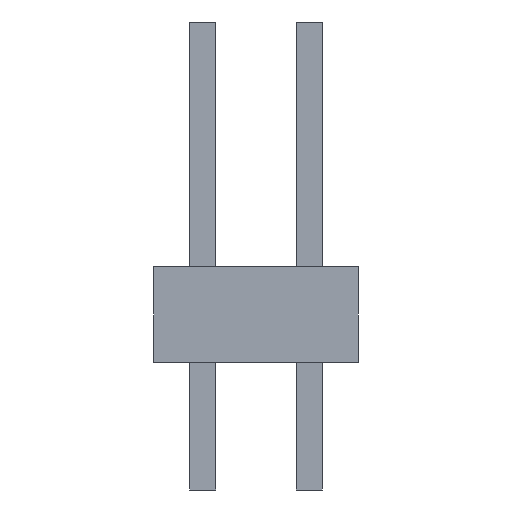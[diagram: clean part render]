
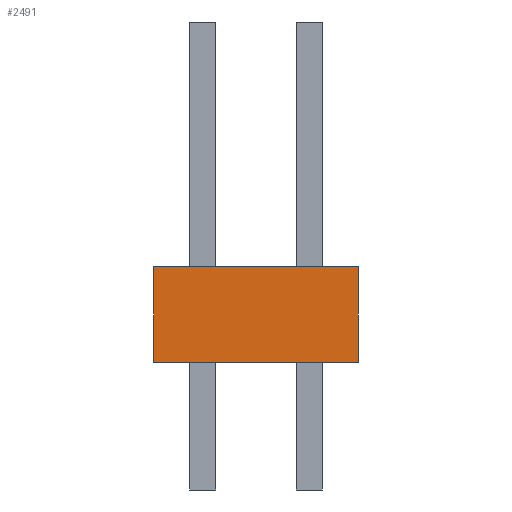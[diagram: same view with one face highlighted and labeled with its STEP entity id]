
A CAD part, left-side view. The second image highlights one B-rep face of the part: STEP entity #2491.
In plain terms, the highlighted planar face has unit normal (-1, 0, 0).
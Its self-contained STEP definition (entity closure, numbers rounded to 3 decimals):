
#17 = LINE ( 'NONE', #3816, #2734 ) ;
#128 = LINE ( 'NONE', #3899, #3796 ) ;
#404 = FACE_OUTER_BOUND ( 'NONE', #3352, .T. ) ;
#544 = VECTOR ( 'NONE', #1859, 1000. ) ;
#561 = LINE ( 'NONE', #2621, #2847 ) ;
#768 = VERTEX_POINT ( 'NONE', #949 ) ;
#809 = VERTEX_POINT ( 'NONE', #2643 ) ;
#949 = CARTESIAN_POINT ( 'NONE',  ( -4.877, -2.438, -2.286 ) ) ;
#992 = EDGE_CURVE ( 'NONE', #3262, #809, #128, .T. ) ;
#1067 = DIRECTION ( 'NONE',  ( 0., 0., 1. ) ) ;
#1147 = LINE ( 'NONE', #1566, #544 ) ;
#1149 = ORIENTED_EDGE ( 'NONE', *, *, #3907, .T. ) ;
#1469 = DIRECTION ( 'NONE',  ( 0., -1., 0. ) ) ;
#1566 = CARTESIAN_POINT ( 'NONE',  ( -4.877, -2.438, 0. ) ) ;
#1750 = CARTESIAN_POINT ( 'NONE',  ( -4.877, 2.438, 0. ) ) ;
#1820 = EDGE_CURVE ( 'NONE', #3262, #3712, #17, .T. ) ;
#1859 = DIRECTION ( 'NONE',  ( 0., 0., -1. ) ) ;
#2068 = CARTESIAN_POINT ( 'NONE',  ( -4.877, 2.438, -2.286 ) ) ;
#2116 = ORIENTED_EDGE ( 'NONE', *, *, #3338, .F. ) ;
#2438 = PLANE ( 'NONE',  #3180 ) ;
#2491 = ADVANCED_FACE ( 'NONE', ( #404 ), #2438, .T. ) ;
#2621 = CARTESIAN_POINT ( 'NONE',  ( -4.877, 2.438, -2.286 ) ) ;
#2643 = CARTESIAN_POINT ( 'NONE',  ( -4.877, -2.438, 0. ) ) ;
#2644 = DIRECTION ( 'NONE',  ( 0., -1., 0. ) ) ;
#2734 = VECTOR ( 'NONE', #4497, 1000. ) ;
#2847 = VECTOR ( 'NONE', #2644, 1000. ) ;
#3180 = AXIS2_PLACEMENT_3D ( 'NONE', #1750, #4191, #1067 ) ;
#3262 = VERTEX_POINT ( 'NONE', #4332 ) ;
#3338 = EDGE_CURVE ( 'NONE', #809, #768, #1147, .T. ) ;
#3352 = EDGE_LOOP ( 'NONE', ( #1149, #2116, #3549, #4200 ) ) ;
#3549 = ORIENTED_EDGE ( 'NONE', *, *, #992, .F. ) ;
#3712 = VERTEX_POINT ( 'NONE', #2068 ) ;
#3796 = VECTOR ( 'NONE', #1469, 1000. ) ;
#3816 = CARTESIAN_POINT ( 'NONE',  ( -4.877, 2.438, 0. ) ) ;
#3899 = CARTESIAN_POINT ( 'NONE',  ( -4.877, 2.438, 0. ) ) ;
#3907 = EDGE_CURVE ( 'NONE', #3712, #768, #561, .T. ) ;
#4191 = DIRECTION ( 'NONE',  ( -1., 0., 0. ) ) ;
#4200 = ORIENTED_EDGE ( 'NONE', *, *, #1820, .T. ) ;
#4332 = CARTESIAN_POINT ( 'NONE',  ( -4.877, 2.438, 0. ) ) ;
#4497 = DIRECTION ( 'NONE',  ( 0., 0., -1. ) ) ;
